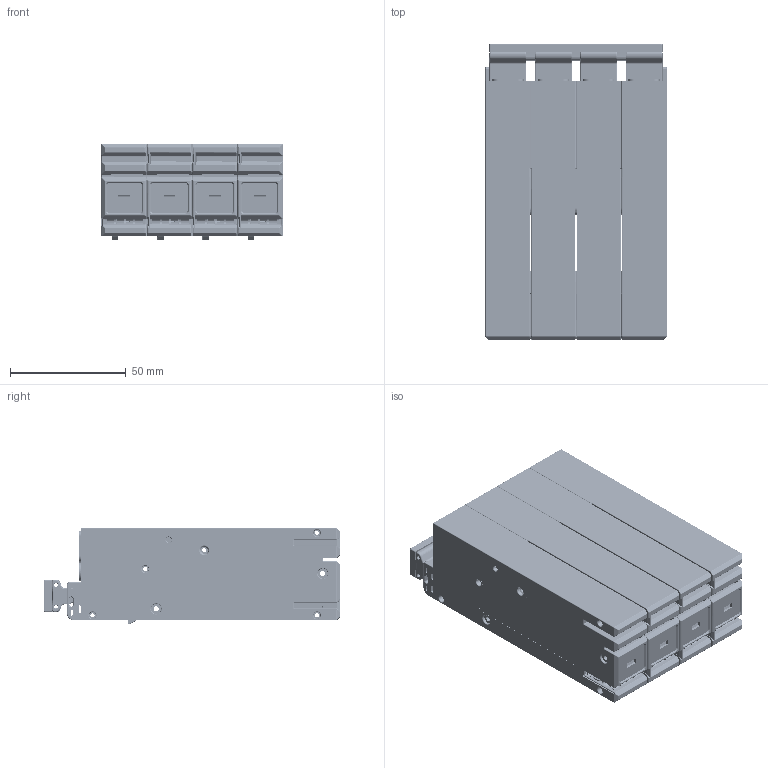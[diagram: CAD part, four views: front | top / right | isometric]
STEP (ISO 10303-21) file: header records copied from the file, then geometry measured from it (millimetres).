
FILE_DESCRIPTION((''),'2;1');
FILE_NAME('CB-63CX_4P-202404-2','2024-04-12T10:59:08',('chenyx'),(''),'CREO PARAMETRIC BY PTC INC, 2020044','CREO PARAMETRIC BY PTC INC, 2020044','');
FILE_SCHEMA(('CONFIG_CONTROL_DESIGN','SHAPE_APPEARANCE_LAYERS_GROUPS'));
Products named in the file (1): CB-63CX_4P-202404-2
Bounding box: 78.4 x 128 x 41.6 mm (x, y, z)
Volume: 5621.2 mm3; surface area: 172824.3 mm2
Topology: 17 solids, 38 shells, 8909 faces, 24920 edges, 16043 vertices
Faces by surface type: plane 5618, cylinder 2320, cone 463, torus 292, bspline 158, sphere 58
Entity records: 368321 total; most frequent: CARTESIAN_POINT 62839, ORIENTED_EDGE 49391, DIRECTION 47379, EDGE_CURVE 24829, PRESENTATION_STYLE_ASSIGNMENT 23047, STYLED_ITEM 22916, CURVE_STYLE 21873, VECTOR 17791
